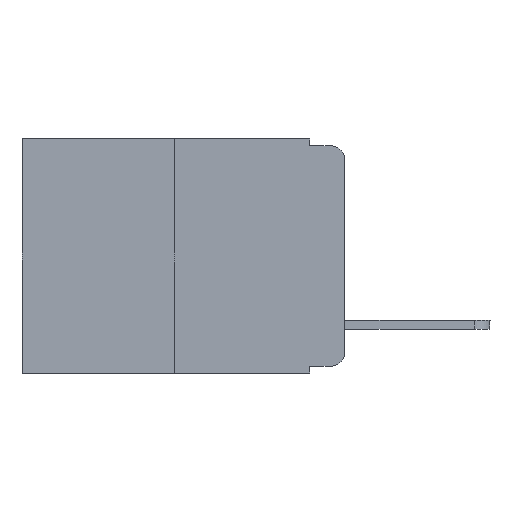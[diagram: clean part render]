
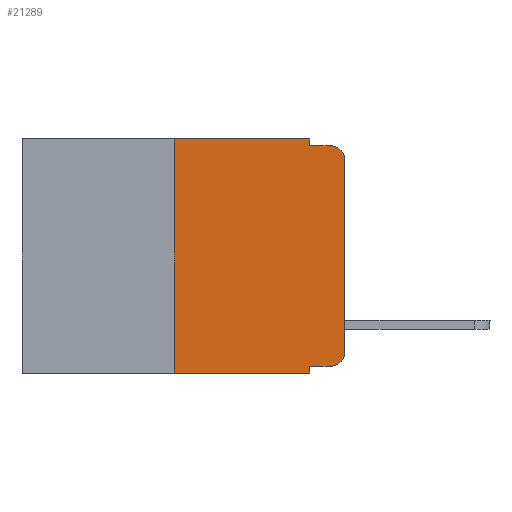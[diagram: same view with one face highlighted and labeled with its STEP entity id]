
A CAD part, left-side view. The second image highlights one B-rep face of the part: STEP entity #21289.
In plain terms, the highlighted planar face has unit normal (-1, 0, 0).
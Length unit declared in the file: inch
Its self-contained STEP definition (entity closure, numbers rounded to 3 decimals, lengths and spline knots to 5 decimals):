
#12 = DIRECTION ( 'NONE',  ( 1., 0., 0. ) ) ;
#175 = AXIS2_PLACEMENT_3D ( 'NONE', #2201, #12, #12758 ) ;
#533 = EDGE_CURVE ( 'NONE', #18065, #2413, #6163, .T. ) ;
#813 = EDGE_LOOP ( 'NONE', ( #2341, #17731, #15659, #20686, #21094, #11587, #12217, #21212, #16917, #15837 ) ) ;
#1670 = LINE ( 'NONE', #14778, #20607 ) ;
#1793 = EDGE_CURVE ( 'NONE', #22466, #23714, #1670, .T. ) ;
#2001 = VECTOR ( 'NONE', #21407, 39.37008 ) ;
#2050 = EDGE_CURVE ( 'NONE', #23658, #21565, #5897, .T. ) ;
#2201 = CARTESIAN_POINT ( 'NONE',  ( 0., 0.473, 0. ) ) ;
#2341 = ORIENTED_EDGE ( 'NONE', *, *, #12301, .T. ) ;
#2387 = CARTESIAN_POINT ( 'NONE',  ( 0., 0.051, 0. ) ) ;
#2413 = VERTEX_POINT ( 'NONE', #17387 ) ;
#3911 = LINE ( 'NONE', #11301, #5954 ) ;
#4555 = VECTOR ( 'NONE', #15675, 39.37008 ) ;
#4861 = CARTESIAN_POINT ( 'NONE',  ( 0., 0.02, -0.333 ) ) ;
#4954 = CARTESIAN_POINT ( 'NONE',  ( 0., 0.02, -0.03 ) ) ;
#5316 = VERTEX_POINT ( 'NONE', #17829 ) ;
#5322 = EDGE_CURVE ( 'NONE', #6881, #19421, #9430, .T. ) ;
#5351 = VERTEX_POINT ( 'NONE', #16148 ) ;
#5435 = VECTOR ( 'NONE', #5596, 39.37008 ) ;
#5488 = EDGE_CURVE ( 'NONE', #5351, #18065, #3911, .T. ) ;
#5596 = DIRECTION ( 'NONE',  ( 0., -1., 0. ) ) ;
#5897 = LINE ( 'NONE', #11938, #6708 ) ;
#5941 = EDGE_CURVE ( 'NONE', #5316, #19421, #7172, .T. ) ;
#5954 = VECTOR ( 'NONE', #20263, 39.37008 ) ;
#6033 = EDGE_CURVE ( 'NONE', #23658, #22466, #6063, .T. ) ;
#6063 = LINE ( 'NONE', #15648, #6203 ) ;
#6163 = CIRCLE ( 'NONE', #9265, 0.02 ) ;
#6203 = VECTOR ( 'NONE', #20939, 39.37008 ) ;
#6708 = VECTOR ( 'NONE', #18963, 39.37008 ) ;
#6881 = VERTEX_POINT ( 'NONE', #12682 ) ;
#7172 = LINE ( 'NONE', #7291, #5435 ) ;
#7291 = CARTESIAN_POINT ( 'NONE',  ( 0., 0.051, -0.01 ) ) ;
#7540 = DIRECTION ( 'NONE',  ( 0., 0., -1. ) ) ;
#7856 = VECTOR ( 'NONE', #7540, 39.37008 ) ;
#8131 = CARTESIAN_POINT ( 'NONE',  ( 0., 0., 0. ) ) ;
#8653 = CARTESIAN_POINT ( 'NONE',  ( 0., 0.02, -0.01 ) ) ;
#9265 = AXIS2_PLACEMENT_3D ( 'NONE', #17312, #13550, #23079 ) ;
#9423 = CARTESIAN_POINT ( 'NONE',  ( 0., 0.25, -0.343 ) ) ;
#9430 = CIRCLE ( 'NONE', #22553, 0.02 ) ;
#9956 = LINE ( 'NONE', #8131, #4555 ) ;
#11301 = CARTESIAN_POINT ( 'NONE',  ( 0., 0.051, -0.333 ) ) ;
#11587 = ORIENTED_EDGE ( 'NONE', *, *, #6033, .F. ) ;
#11938 = CARTESIAN_POINT ( 'NONE',  ( 0., 0.473, -0.343 ) ) ;
#12217 = ORIENTED_EDGE ( 'NONE', *, *, #2050, .T. ) ;
#12301 = EDGE_CURVE ( 'NONE', #2413, #6881, #9956, .T. ) ;
#12682 = CARTESIAN_POINT ( 'NONE',  ( 0., 0., -0.03 ) ) ;
#12758 = DIRECTION ( 'NONE',  ( 0., 0., -1. ) ) ;
#13550 = DIRECTION ( 'NONE',  ( -1., 0., 0. ) ) ;
#13708 = CARTESIAN_POINT ( 'NONE',  ( 0., 0.051, 0. ) ) ;
#14066 = LINE ( 'NONE', #13708, #2001 ) ;
#14778 = CARTESIAN_POINT ( 'NONE',  ( 0., 0.473, 0. ) ) ;
#15078 = PLANE ( 'NONE',  #175 ) ;
#15195 = FACE_OUTER_BOUND ( 'NONE', #813, .T. ) ;
#15648 = CARTESIAN_POINT ( 'NONE',  ( 0., 0.25, 0. ) ) ;
#15659 = ORIENTED_EDGE ( 'NONE', *, *, #5941, .F. ) ;
#15665 = CARTESIAN_POINT ( 'NONE',  ( 0., 0.051, -0.343 ) ) ;
#15675 = DIRECTION ( 'NONE',  ( 0., 0., 1. ) ) ;
#15837 = ORIENTED_EDGE ( 'NONE', *, *, #533, .T. ) ;
#16148 = CARTESIAN_POINT ( 'NONE',  ( 0., 0.051, -0.333 ) ) ;
#16917 = ORIENTED_EDGE ( 'NONE', *, *, #5488, .T. ) ;
#17002 = CARTESIAN_POINT ( 'NONE',  ( 0., 0.051, 0. ) ) ;
#17312 = CARTESIAN_POINT ( 'NONE',  ( 0., 0.02, -0.313 ) ) ;
#17387 = CARTESIAN_POINT ( 'NONE',  ( 0., 0., -0.313 ) ) ;
#17479 = EDGE_CURVE ( 'NONE', #23714, #5316, #14066, .T. ) ;
#17731 = ORIENTED_EDGE ( 'NONE', *, *, #5322, .T. ) ;
#17829 = CARTESIAN_POINT ( 'NONE',  ( 0., 0.051, -0.01 ) ) ;
#18065 = VERTEX_POINT ( 'NONE', #4861 ) ;
#18321 = EDGE_CURVE ( 'NONE', #5351, #21565, #20713, .T. ) ;
#18824 = CARTESIAN_POINT ( 'NONE',  ( 0., 0.25, 0. ) ) ;
#18963 = DIRECTION ( 'NONE',  ( 0., -1., 0. ) ) ;
#19421 = VERTEX_POINT ( 'NONE', #8653 ) ;
#19981 = DIRECTION ( 'NONE',  ( -1., 0., 0. ) ) ;
#20191 = DIRECTION ( 'NONE',  ( 0., -1., 0. ) ) ;
#20263 = DIRECTION ( 'NONE',  ( 0., -1., 0. ) ) ;
#20607 = VECTOR ( 'NONE', #20191, 39.37008 ) ;
#20686 = ORIENTED_EDGE ( 'NONE', *, *, #17479, .F. ) ;
#20713 = LINE ( 'NONE', #17002, #7856 ) ;
#20939 = DIRECTION ( 'NONE',  ( 0., 0., 1. ) ) ;
#21094 = ORIENTED_EDGE ( 'NONE', *, *, #1793, .F. ) ;
#21212 = ORIENTED_EDGE ( 'NONE', *, *, #18321, .F. ) ;
#21289 = ADVANCED_FACE ( 'NONE', ( #15195 ), #15078, .F. ) ;
#21407 = DIRECTION ( 'NONE',  ( 0., 0., -1. ) ) ;
#21565 = VERTEX_POINT ( 'NONE', #15665 ) ;
#21674 = DIRECTION ( 'NONE',  ( 0., 0., -1. ) ) ;
#22466 = VERTEX_POINT ( 'NONE', #18824 ) ;
#22553 = AXIS2_PLACEMENT_3D ( 'NONE', #4954, #19981, #21674 ) ;
#23079 = DIRECTION ( 'NONE',  ( 0., 0., -1. ) ) ;
#23658 = VERTEX_POINT ( 'NONE', #9423 ) ;
#23714 = VERTEX_POINT ( 'NONE', #2387 ) ;
